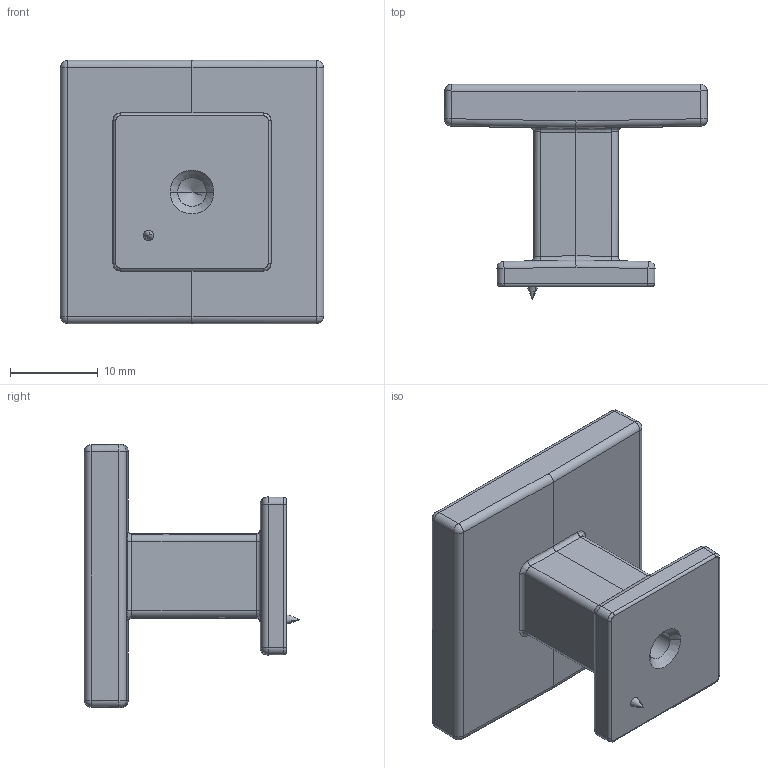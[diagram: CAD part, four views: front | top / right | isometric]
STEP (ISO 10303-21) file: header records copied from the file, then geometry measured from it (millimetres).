
FILE_DESCRIPTION(('Creo Elements/Direct Modeling STEP Export'),'2;1');
FILE_NAME('2506-30.stp','2021-09-21T16:31:10',(''),(''),'Creo Elements/Direct Modeling STEP processor for AP214 (Solid Model)','Creo Elements/Direct Modeling 20.0 12-Nov-2016 (C) Parametric Technology GmbH','');
FILE_SCHEMA(('AUTOMOTIVE_DESIGN { 1 0 10303 214 1 1 1 1 }'));
Length unit declared in the file: millimetre
Products named in the file (1): ZN-11132
Bounding box: 29.93 x 24.5 x 29.94 mm (x, y, z)
Volume: 6522.5 mm3; surface area: 3544.6 mm2
Topology: 1 solids, 1 shells, 99 faces, 226 edges, 116 vertices
Faces by surface type: cylinder 40, plane 21, bspline 20, sphere 12, cone 6
Entity records: 3956 total; most frequent: CARTESIAN_POINT 1945, ORIENTED_EDGE 420, DIRECTION 395, EDGE_CURVE 210, AXIS2_PLACEMENT_3D 146, VERTEX_POINT 116, VECTOR 103, LINE 103
